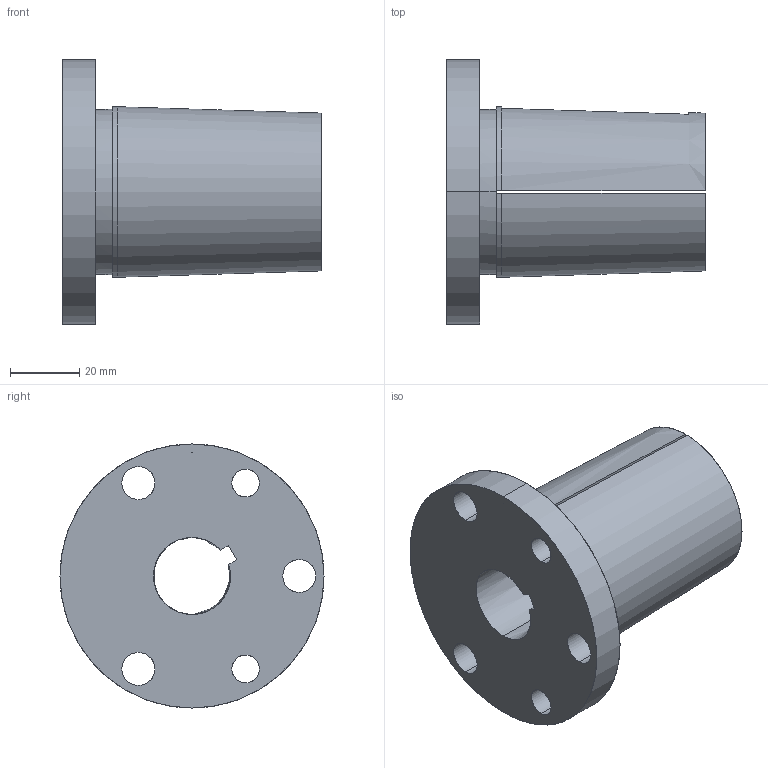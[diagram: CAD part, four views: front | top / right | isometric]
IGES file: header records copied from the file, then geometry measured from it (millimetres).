
Start section: SolidWorks IGES file using analytic representation for surfaces
Global section: file name: P2P2_7-0726250314987.igs; native system: SolidWorks 2017; preprocessor: SolidWorks 2017; author: partstream; date: 170726.025040; units: inch
Bounding box: 74.63 x 76.2 x 76.2 mm (x, y, z)
Surface area: 29905.5 mm2 (no closed solid volume)
Topology: 0 solids, 0 shells, 79 faces, 1170 edges, 1170 vertices
Faces by surface type: bspline 58, revolution 21
